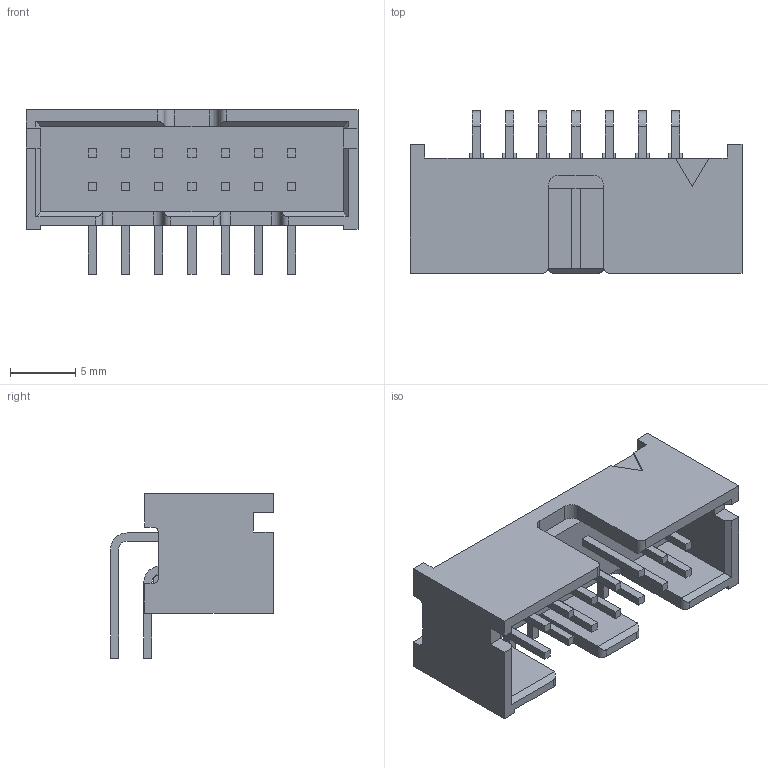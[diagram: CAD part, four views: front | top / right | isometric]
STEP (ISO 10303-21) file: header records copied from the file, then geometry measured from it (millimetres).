
FILE_DESCRIPTION(('FreeCAD Model'),'2;1');
FILE_NAME('c-5103310-2-b-3d.stp','2017-01-21T10:24:20',('Author'),('') ,'Open CASCADE STEP processor 6.8','FreeCAD','Unknown');
FILE_SCHEMA(('AUTOMOTIVE_DESIGN_CC2 { 1 2 10303 214 -1 1 5 4 }'));
Length unit declared in the file: millimetre
Products named in the file (2): ASSEMBLY; C-5103310-2
Assembly tree (1 placements, depth 2):
  ASSEMBLY
    C-5103310-2
Bounding box: 25.4 x 12.45 x 12.57 mm (x, y, z)
Volume: 975.8 mm3; surface area: 1882.2 mm2
Topology: 1 solids, 1 shells, 282 faces, 746 edges, 494 vertices
Faces by surface type: plane 231, cylinder 51
Entity records: 25300 total; most frequent: CARTESIAN_POINT 8566, DIRECTION 2639, LINE 1812, VECTOR 1812, ORIENTED_EDGE 1492, PCURVE 1492, DEFINITIONAL_REPRESENTATION 1492, EDGE_CURVE 746
